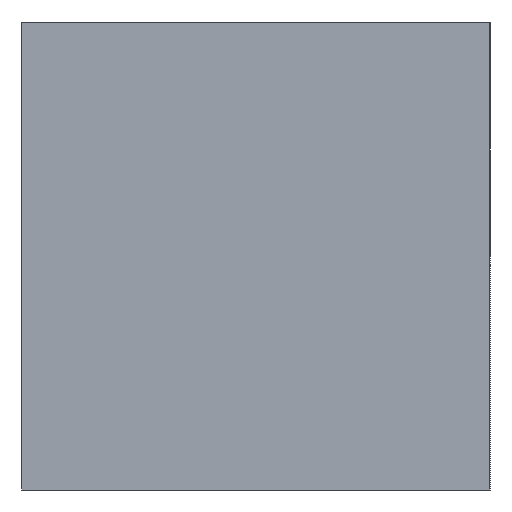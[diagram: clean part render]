
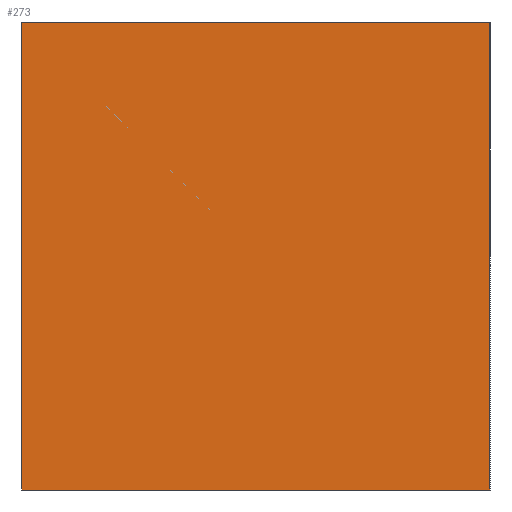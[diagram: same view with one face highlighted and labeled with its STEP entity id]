
A CAD part, left-side view. The second image highlights one B-rep face of the part: STEP entity #273.
In plain terms, the highlighted planar face has unit normal (-1, 0, 0).
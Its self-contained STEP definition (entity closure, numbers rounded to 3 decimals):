
#13 = VERTEX_POINT ( 'NONE', #162 ) ;
#22 = EDGE_CURVE ( 'NONE', #297, #294, #78, .T. ) ;
#29 = EDGE_CURVE ( 'NONE', #297, #211, #76, .T. ) ;
#44 = CARTESIAN_POINT ( 'NONE',  ( -1500., 800., 400. ) ) ;
#64 = VECTOR ( 'NONE', #133, 1000. ) ;
#76 = LINE ( 'NONE', #44, #177 ) ;
#78 = LINE ( 'NONE', #248, #135 ) ;
#85 = AXIS2_PLACEMENT_3D ( 'NONE', #197, #227, #309 ) ;
#86 = CARTESIAN_POINT ( 'NONE',  ( -1500., 800., -400. ) ) ;
#103 = LINE ( 'NONE', #165, #64 ) ;
#105 = EDGE_LOOP ( 'NONE', ( #301, #271, #298, #244 ) ) ;
#107 = EDGE_CURVE ( 'NONE', #294, #13, #103, .T. ) ;
#113 = FACE_OUTER_BOUND ( 'NONE', #105, .T. ) ;
#133 = DIRECTION ( 'NONE',  ( 0., 0., -1. ) ) ;
#135 = VECTOR ( 'NONE', #278, 1000. ) ;
#162 = CARTESIAN_POINT ( 'NONE',  ( -1500., 0., -400. ) ) ;
#165 = CARTESIAN_POINT ( 'NONE',  ( -1500., 0., 400. ) ) ;
#177 = VECTOR ( 'NONE', #365, 1000. ) ;
#189 = EDGE_CURVE ( 'NONE', #211, #13, #255, .T. ) ;
#197 = CARTESIAN_POINT ( 'NONE',  ( -1500., 800., 400. ) ) ;
#211 = VERTEX_POINT ( 'NONE', #86 ) ;
#227 = DIRECTION ( 'NONE',  ( -1., 0., 0. ) ) ;
#244 = ORIENTED_EDGE ( 'NONE', *, *, #189, .T. ) ;
#248 = CARTESIAN_POINT ( 'NONE',  ( -1500., 800., 400. ) ) ;
#250 = DIRECTION ( 'NONE',  ( 0., -1., 0. ) ) ;
#253 = PLANE ( 'NONE',  #85 ) ;
#254 = CARTESIAN_POINT ( 'NONE',  ( -1500., 800., 400. ) ) ;
#255 = LINE ( 'NONE', #286, #323 ) ;
#271 = ORIENTED_EDGE ( 'NONE', *, *, #22, .F. ) ;
#273 = ADVANCED_FACE ( 'NONE', ( #113 ), #253, .T. ) ;
#278 = DIRECTION ( 'NONE',  ( 0., -1., 0. ) ) ;
#286 = CARTESIAN_POINT ( 'NONE',  ( -1500., 800., -400. ) ) ;
#294 = VERTEX_POINT ( 'NONE', #338 ) ;
#297 = VERTEX_POINT ( 'NONE', #254 ) ;
#298 = ORIENTED_EDGE ( 'NONE', *, *, #29, .T. ) ;
#301 = ORIENTED_EDGE ( 'NONE', *, *, #107, .F. ) ;
#309 = DIRECTION ( 'NONE',  ( 0., 0., 1. ) ) ;
#323 = VECTOR ( 'NONE', #250, 1000. ) ;
#338 = CARTESIAN_POINT ( 'NONE',  ( -1500., 0., 400. ) ) ;
#365 = DIRECTION ( 'NONE',  ( 0., 0., -1. ) ) ;
